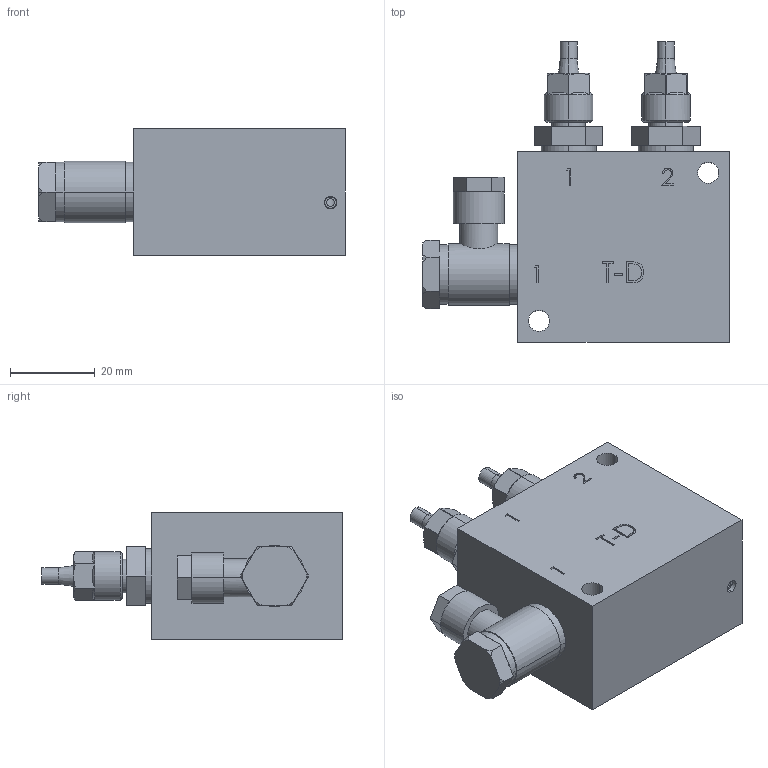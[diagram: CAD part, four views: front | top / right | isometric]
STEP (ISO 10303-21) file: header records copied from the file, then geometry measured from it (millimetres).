
FILE_DESCRIPTION (( 'STEP AP214' ), '1' );
FILE_NAME ('T-D_20926.STEP', '2015-07-20T12:14:07', ( 'Admin1' ), ( '' ), 'SwSTEP 2.0', 'SolidWorks 2014', '' );
FILE_SCHEMA (( 'AUTOMOTIVE_DESIGN' ));
Length unit declared in the file: millimetre
Products named in the file (1): T-D_20926
Bounding box: 72.5 x 71 x 30 mm (x, y, z)
Surface area: 16402.6 mm2 (no closed solid volume)
Topology: 0 solids, 13 shells, 230 faces, 605 edges, 390 vertices
Faces by surface type: plane 120, cylinder 52, cone 45, bspline 13
Entity records: 10618 total; most frequent: CARTESIAN_POINT 2487, DIRECTION 1132, ORIENTED_EDGE 1130, EDGE_CURVE 605, AXIS2_PLACEMENT_3D 404, VERTEX_POINT 390, VECTOR 324, LINE 324
